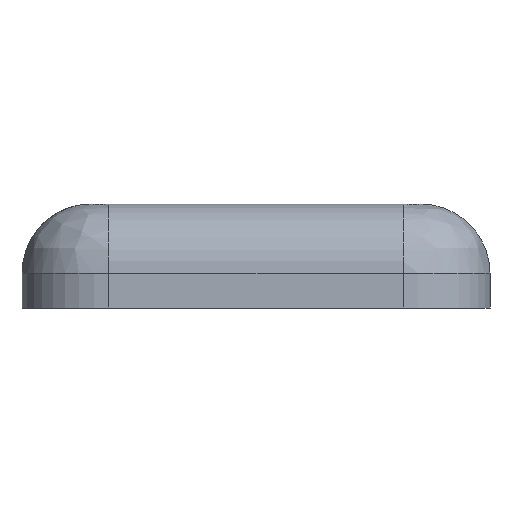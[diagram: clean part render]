
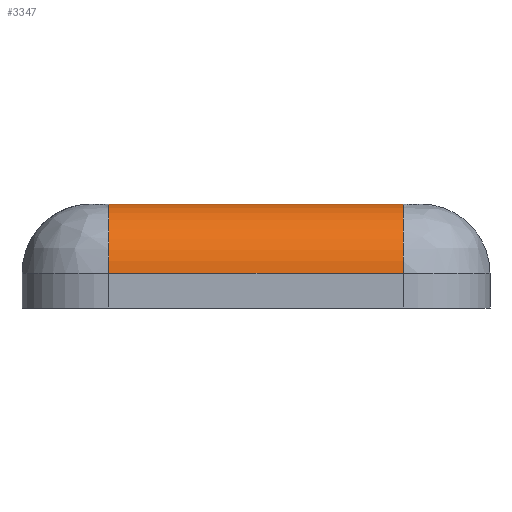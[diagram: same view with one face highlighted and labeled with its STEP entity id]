
A CAD part, left-side view. The second image highlights one B-rep face of the part: STEP entity #3347.
In plain terms, the highlighted cylindrical face has radius 20 mm (diameter 40 mm), a partial arc.
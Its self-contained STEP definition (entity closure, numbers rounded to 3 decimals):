
#73=CYLINDRICAL_SURFACE('',#3735,20.);
#175=CIRCLE('',#3733,20.);
#177=CIRCLE('',#3736,20.);
#187=LINE('',#5904,#402);
#389=LINE('',#7035,#604);
#402=VECTOR('',#4102,10.);
#604=VECTOR('',#4690,10.);
#857=FACE_OUTER_BOUND('',#1052,.T.);
#1052=EDGE_LOOP('',(#3074,#3075,#3076,#3077));
#1381=VERTEX_POINT('',#5901);
#1382=VERTEX_POINT('',#5903);
#1593=VERTEX_POINT('',#7029);
#1594=VERTEX_POINT('',#7033);
#1771=EDGE_CURVE('',#1382,#1381,#187,.T.);
#2089=EDGE_CURVE('',#1593,#1381,#175,.T.);
#2091=EDGE_CURVE('',#1594,#1382,#177,.T.);
#2092=EDGE_CURVE('',#1593,#1594,#389,.T.);
#3074=ORIENTED_EDGE('',*,*,#2091,.T.);
#3075=ORIENTED_EDGE('',*,*,#1771,.T.);
#3076=ORIENTED_EDGE('',*,*,#2089,.F.);
#3077=ORIENTED_EDGE('',*,*,#2092,.T.);
#3347=ADVANCED_FACE('',(#857),#73,.T.);
#3733=AXIS2_PLACEMENT_3D('',#7030,#4682,#4683);
#3735=AXIS2_PLACEMENT_3D('',#7032,#4686,#4687);
#3736=AXIS2_PLACEMENT_3D('',#7034,#4688,#4689);
#4102=DIRECTION('',(0.,1.,0.));
#4682=DIRECTION('center_axis',(0.,1.,0.));
#4683=DIRECTION('ref_axis',(-1.,0.,0.));
#4686=DIRECTION('center_axis',(0.,-1.,0.));
#4687=DIRECTION('ref_axis',(-0.707,0.,0.707));
#4688=DIRECTION('center_axis',(0.,1.,0.));
#4689=DIRECTION('ref_axis',(-1.,0.,0.));
#4690=DIRECTION('',(0.,-1.,0.));
#5901=CARTESIAN_POINT('',(20.,110.,64.));
#5903=CARTESIAN_POINT('',(20.,25.,64.));
#5904=CARTESIAN_POINT('',(20.,88.75,64.));
#7029=CARTESIAN_POINT('',(0.,110.,44.));
#7030=CARTESIAN_POINT('Origin',(20.,110.,44.));
#7032=CARTESIAN_POINT('Origin',(20.,88.75,44.));
#7033=CARTESIAN_POINT('',(0.,25.,44.));
#7034=CARTESIAN_POINT('Origin',(20.,25.,44.));
#7035=CARTESIAN_POINT('',(0.,88.75,44.));
